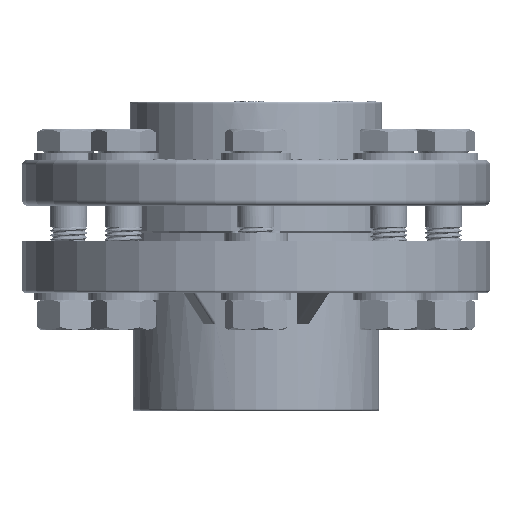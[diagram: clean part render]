
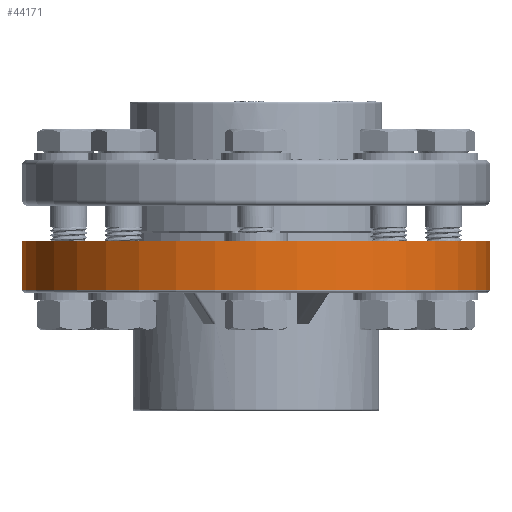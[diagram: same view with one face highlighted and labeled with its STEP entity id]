
A CAD part, front view. The second image highlights one B-rep face of the part: STEP entity #44171.
In plain terms, the highlighted cylindrical face has radius 99.8 mm (diameter 199.6 mm), a full revolution.
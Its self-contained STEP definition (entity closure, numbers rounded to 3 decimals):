
#1430=CYLINDRICAL_SURFACE('',#47078,99.8);
#4846=LINE('',#60118,#8389);
#8389=VECTOR('',#50325,99.8);
#11784=FACE_OUTER_BOUND('',#14377,.T.);
#14377=EDGE_LOOP('',(#30072,#30073,#30074,#30075));
#17288=CIRCLE('',#47079,99.8);
#17289=CIRCLE('',#47080,99.8);
#18321=VERTEX_POINT('',#60115);
#18322=VERTEX_POINT('',#60117);
#22985=EDGE_CURVE('',#18321,#18321,#17288,.T.);
#22986=EDGE_CURVE('',#18321,#18322,#4846,.T.);
#22987=EDGE_CURVE('',#18322,#18322,#17289,.T.);
#30072=ORIENTED_EDGE('',*,*,#22985,.T.);
#30073=ORIENTED_EDGE('',*,*,#22986,.T.);
#30074=ORIENTED_EDGE('',*,*,#22987,.T.);
#30075=ORIENTED_EDGE('',*,*,#22986,.F.);
#44171=ADVANCED_FACE('',(#11784),#1430,.T.);
#47078=AXIS2_PLACEMENT_3D('',#60114,#50321,#50322);
#47079=AXIS2_PLACEMENT_3D('',#60116,#50323,#50324);
#47080=AXIS2_PLACEMENT_3D('',#60119,#50326,#50327);
#50321=DIRECTION('center_axis',(0.,0.,1.));
#50322=DIRECTION('ref_axis',(1.,0.,0.));
#50323=DIRECTION('center_axis',(0.,0.,-1.));
#50324=DIRECTION('ref_axis',(1.,0.,0.));
#50325=DIRECTION('',(0.,0.,-1.));
#50326=DIRECTION('center_axis',(0.,0.,1.));
#50327=DIRECTION('ref_axis',(1.,0.,0.));
#60114=CARTESIAN_POINT('Origin',(844.,0.,-3.));
#60115=CARTESIAN_POINT('',(744.2,0.,18.1));
#60116=CARTESIAN_POINT('Origin',(844.,0.,18.1));
#60117=CARTESIAN_POINT('',(744.2,0.,-3.));
#60118=CARTESIAN_POINT('',(744.2,0.,-3.));
#60119=CARTESIAN_POINT('Origin',(844.,0.,-3.));
